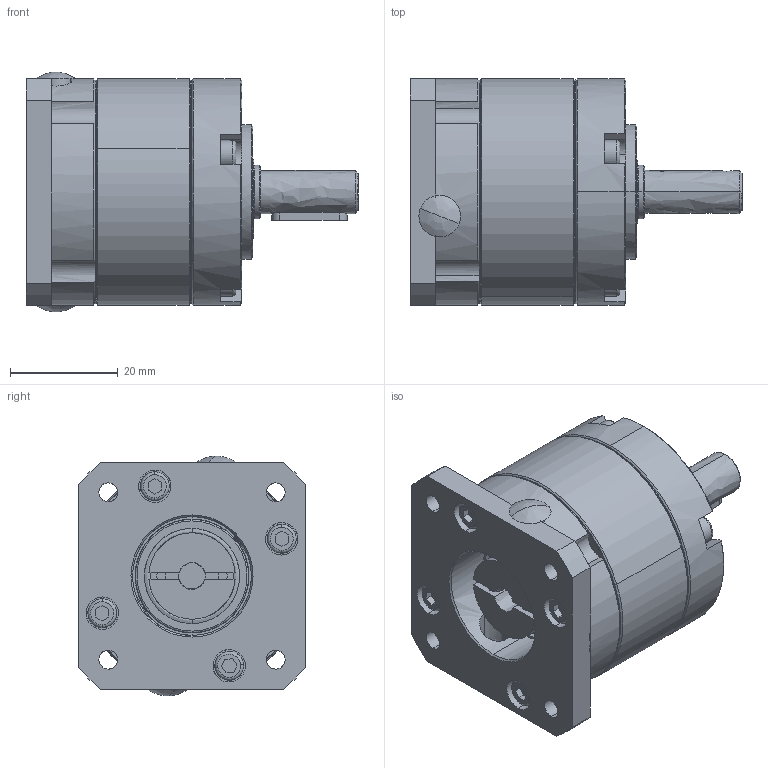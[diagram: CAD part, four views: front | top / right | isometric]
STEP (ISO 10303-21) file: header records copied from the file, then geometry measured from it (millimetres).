
FILE_DESCRIPTION (( 'STEP AP214' ), '1' );
FILE_NAME ('FLE42-L1.STEP', '2024-03-18T12:09:45', ( '' ), ( '' ), 'SwSTEP 2.0', 'SolidWorks 2021', '' );
FILE_SCHEMA (( 'AUTOMOTIVE_DESIGN' ));
Length unit declared in the file: millimetre
Products named in the file (15): 29输入端盖.IGS; 29M3-16蹟邡.IGS; 29怀堤粣.IGS; 29轴用弹性挡圈10.IGS; 29怀堤傷裔.IGS; 29ч燽祧菜.IGS; 29深沟球轴承61801.IGS; 29扣式塞头.IGS; 29内齿圈.IGS; 29平键3.3.14.IGS; 29薊粣ん.IGS; FLE42-L1; 29深沟球轴承61900.IGS; 29M3-12蹟邡.IGS; FLE42-L1.IGS
Assembly tree (22 placements, depth 3):
  FLE42-L1
    FLE42-L1.IGS
      29怀堤粣.IGS
      29深沟球轴承61900.IGS
      29怀堤傷裔.IGS
      29轴用弹性挡圈10.IGS
      29内齿圈.IGS
      29ч燽祧菜.IGS  x2
      29输入端盖.IGS
      29深沟球轴承61801.IGS
      29薊粣ん.IGS
      29平键3.3.14.IGS
      29M3-12蹟邡.IGS
      29M3-16蹟邡.IGS  x7
      29扣式塞头.IGS  x2
Bounding box: 61.5 x 42 x 44.4 mm (x, y, z)
Volume: 56274.4 mm3; surface area: 29129.2 mm2
Topology: 21 solids, 21 shells, 572 faces, 1307 edges, 811 vertices
Faces by surface type: bspline 572
Entity records: 19402 total; most frequent: CARTESIAN_POINT 12631, ORIENTED_EDGE 2058, EDGE_CURVE 1029, B_SPLINE_CURVE_WITH_KNOTS 699, VERTEX_POINT 636, EDGE_LOOP 543, ADVANCED_FACE 444, FACE_OUTER_BOUND 444
